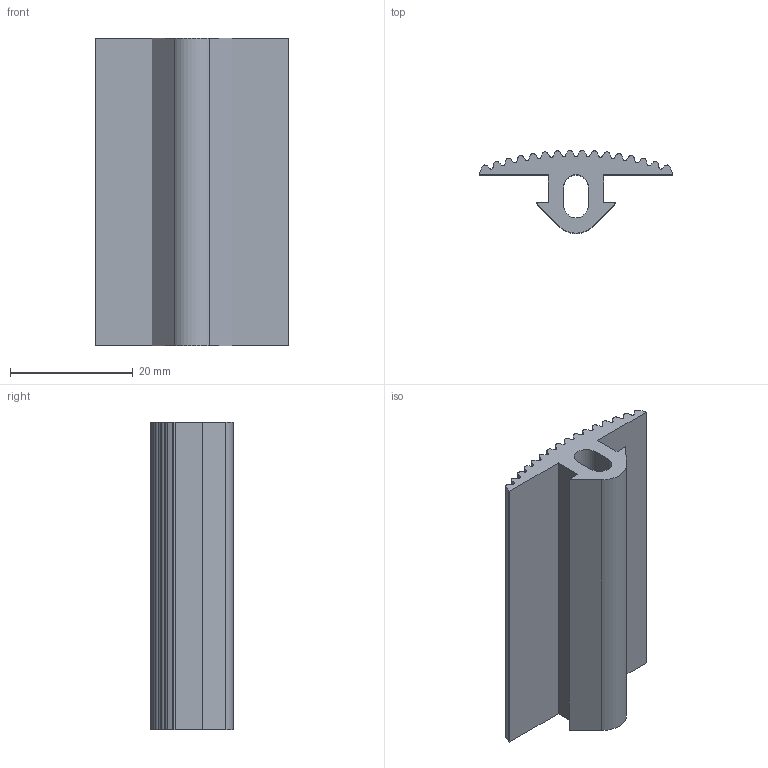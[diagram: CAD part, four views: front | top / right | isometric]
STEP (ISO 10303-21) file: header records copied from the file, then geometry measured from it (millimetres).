
FILE_DESCRIPTION (( 'STEP AP214' ), '1' );
FILE_NAME ('BASE08E1806-Profilé cache 8 32x4 anti-dérapant.step', '2023-03-24T09:49:17', ( 'Altae' ), ( '' ), 'SwSTEP 2.0', 'SolidWorks 2021', '' );
FILE_SCHEMA (( 'AUTOMOTIVE_DESIGN' ));
Length unit declared in the file: millimetre
Products named in the file (1): BASE08E1806-Profilé cache 8 32x4 anti-dérapant
Bounding box: 31.5 x 13.5 x 50 mm (x, y, z)
Volume: 7006 mm3; surface area: 6275.5 mm2
Topology: 1 solids, 1 shells, 96 faces, 282 edges, 188 vertices
Faces by surface type: cylinder 50, plane 46
Entity records: 3264 total; most frequent: DIRECTION 576, CARTESIAN_POINT 567, ORIENTED_EDGE 564, EDGE_CURVE 282, AXIS2_PLACEMENT_3D 197, VERTEX_POINT 188, VECTOR 182, LINE 182
